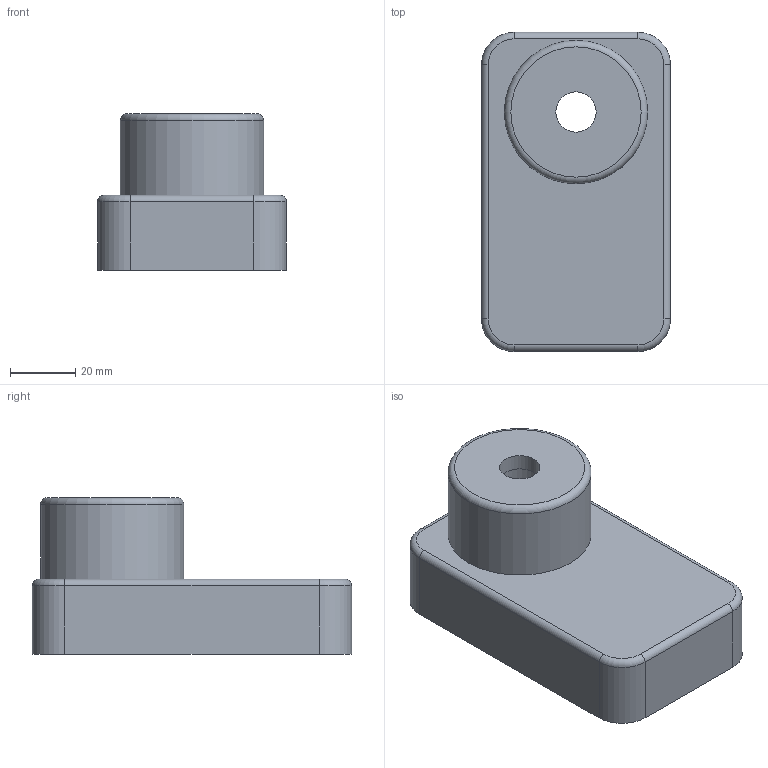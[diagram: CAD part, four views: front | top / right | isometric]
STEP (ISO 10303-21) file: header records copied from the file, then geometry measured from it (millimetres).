
FILE_DESCRIPTION(('FreeCAD Model'),'2;1');
FILE_NAME('Open CASCADE Shape Model','2023-05-06T09:55:20',(''),(''), 'Open CASCADE STEP processor 7.6','FreeCAD','Unknown');
FILE_SCHEMA(('AUTOMOTIVE_DESIGN { 1 0 10303 214 1 1 1 1 }'));
Length unit declared in the file: millimetre
Products named in the file (1): Pocket017
Bounding box: 58 x 98 x 48 mm (x, y, z)
Volume: 54742 mm3; surface area: 29070.4 mm2
Topology: 1 solids, 1 shells, 62 faces, 144 edges, 88 vertices
Faces by surface type: cylinder 31, plane 26, torus 5
Full cylindrical faces by diameter (mm): 2.7 x4, 12.4 x1, 17 x1, 38 x2, 44 x1
Entity records: 3894 total; most frequent: CARTESIAN_POINT 1110, DIRECTION 530, ORIENTED_EDGE 288, PCURVE 288, DEFINITIONAL_REPRESENTATION 288, LINE 220, VECTOR 220, AXIS2_PLACEMENT_3D 152
